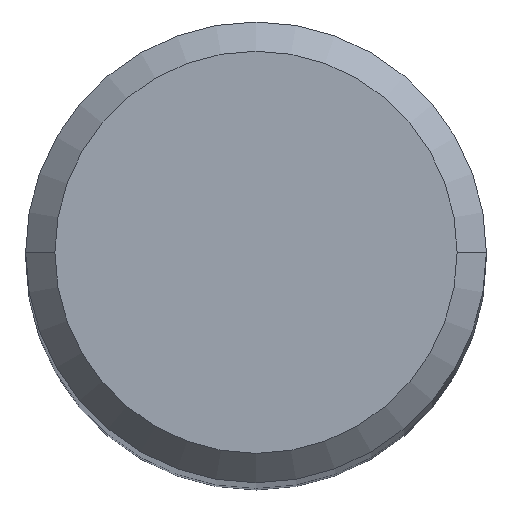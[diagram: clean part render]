
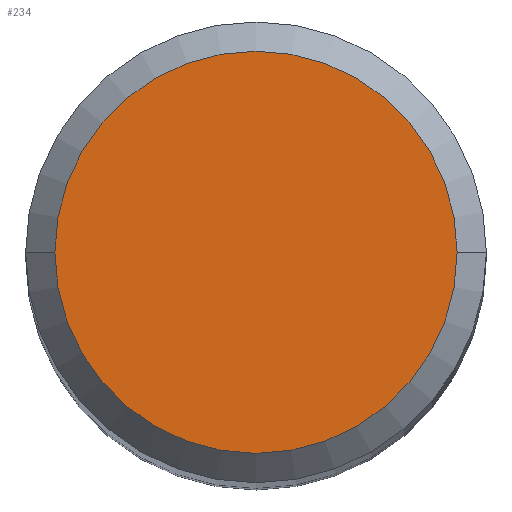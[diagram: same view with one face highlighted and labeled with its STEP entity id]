
A CAD part, top view. The second image highlights one B-rep face of the part: STEP entity #234.
In plain terms, the highlighted planar face has unit normal (0, 0, 1).
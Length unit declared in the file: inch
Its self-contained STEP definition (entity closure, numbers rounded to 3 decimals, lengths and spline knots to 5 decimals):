
#5 = DIRECTION ( 'NONE',  ( 1., 0., 0. ) ) ;
#13 = DIRECTION ( 'NONE',  ( 1., 0., 0. ) ) ;
#19 = ORIENTED_EDGE ( 'NONE', *, *, #194, .T. ) ;
#65 = DIRECTION ( 'NONE',  ( 1., 0., 0. ) ) ;
#86 = FACE_OUTER_BOUND ( 'NONE', #125, .T. ) ;
#90 = CARTESIAN_POINT ( 'NONE',  ( 0., 0., 2.24409 ) ) ;
#125 = EDGE_LOOP ( 'NONE', ( #19, #323 ) ) ;
#134 = VERTEX_POINT ( 'NONE', #161 ) ;
#156 = CIRCLE ( 'NONE', #195, 0.10311 ) ;
#159 = CARTESIAN_POINT ( 'NONE',  ( 0.10311, 0., 2.24409 ) ) ;
#161 = CARTESIAN_POINT ( 'NONE',  ( -0.10311, 0., 2.24409 ) ) ;
#174 = EDGE_CURVE ( 'NONE', #289, #134, #321, .T. ) ;
#187 = DIRECTION ( 'NONE',  ( 0., 0., 1. ) ) ;
#194 = EDGE_CURVE ( 'NONE', #134, #289, #156, .T. ) ;
#195 = AXIS2_PLACEMENT_3D ( 'NONE', #90, #187, #13 ) ;
#197 = DIRECTION ( 'NONE',  ( 0., 0., 1. ) ) ;
#224 = CARTESIAN_POINT ( 'NONE',  ( 0., 0., 2.24409 ) ) ;
#234 = ADVANCED_FACE ( 'NONE', ( #86 ), #253, .T. ) ;
#251 = AXIS2_PLACEMENT_3D ( 'NONE', #310, #286, #65 ) ;
#253 = PLANE ( 'NONE',  #258 ) ;
#258 = AXIS2_PLACEMENT_3D ( 'NONE', #224, #197, #5 ) ;
#286 = DIRECTION ( 'NONE',  ( 0., 0., 1. ) ) ;
#289 = VERTEX_POINT ( 'NONE', #159 ) ;
#310 = CARTESIAN_POINT ( 'NONE',  ( 0., 0., 2.24409 ) ) ;
#321 = CIRCLE ( 'NONE', #251, 0.10311 ) ;
#323 = ORIENTED_EDGE ( 'NONE', *, *, #174, .T. ) ;
